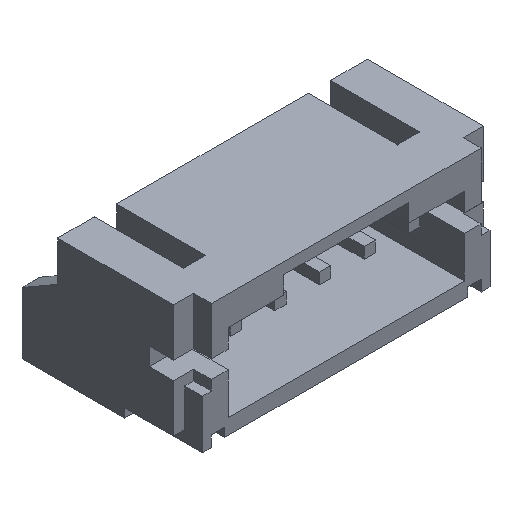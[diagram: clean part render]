
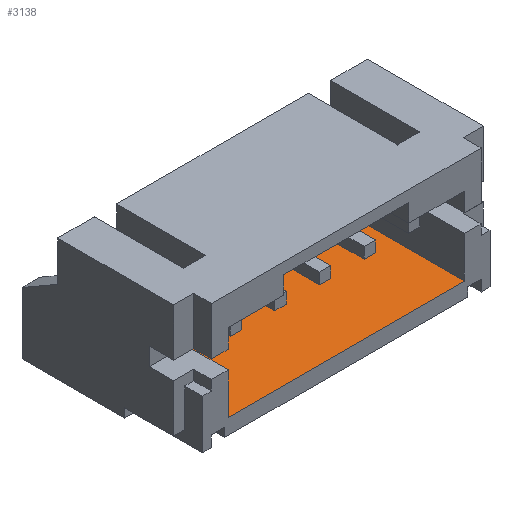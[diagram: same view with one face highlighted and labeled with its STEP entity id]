
A CAD part, isometric view. The second image highlights one B-rep face of the part: STEP entity #3138.
In plain terms, the highlighted planar face has unit normal (0, 0, 1).
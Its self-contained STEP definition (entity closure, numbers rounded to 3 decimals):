
#788 = PLANE('',#789);
#789 = AXIS2_PLACEMENT_3D('',#790,#791,#792);
#790 = CARTESIAN_POINT('',(-5.3,0.2,0.7));
#791 = DIRECTION('',(1.,0.,0.));
#792 = DIRECTION('',(0.,0.,1.));
#844 = PLANE('',#845);
#845 = AXIS2_PLACEMENT_3D('',#846,#847,#848);
#846 = CARTESIAN_POINT('',(5.3,0.2,0.7));
#847 = DIRECTION('',(1.,0.,0.));
#848 = DIRECTION('',(0.,0.,1.));
#1468 = VERTEX_POINT('',#1469);
#1469 = CARTESIAN_POINT('',(5.3,5.05,0.7));
#1483 = PLANE('',#1484);
#1484 = AXIS2_PLACEMENT_3D('',#1485,#1486,#1487);
#1485 = CARTESIAN_POINT('',(5.3,5.05,1.95));
#1486 = DIRECTION('',(0.,1.,0.));
#1487 = DIRECTION('',(0.,0.,-1.));
#1495 = EDGE_CURVE('',#1468,#1496,#1498,.T.);
#1496 = VERTEX_POINT('',#1497);
#1497 = CARTESIAN_POINT('',(5.3,0.2,0.7));
#1498 = SURFACE_CURVE('',#1499,(#1503,#1510),.PCURVE_S1.);
#1499 = LINE('',#1500,#1501);
#1500 = CARTESIAN_POINT('',(5.3,5.05,0.7));
#1501 = VECTOR('',#1502,1.);
#1502 = DIRECTION('',(0.,-1.,0.));
#1503 = PCURVE('',#844,#1504);
#1504 = DEFINITIONAL_REPRESENTATION('',(#1505),#1509);
#1505 = LINE('',#1506,#1507);
#1506 = CARTESIAN_POINT('',(0.,-4.85));
#1507 = VECTOR('',#1508,1.);
#1508 = DIRECTION('',(0.,1.));
#1509 = ( GEOMETRIC_REPRESENTATION_CONTEXT(2) 
PARAMETRIC_REPRESENTATION_CONTEXT() REPRESENTATION_CONTEXT('2D SPACE',''
  ) );
#1510 = PCURVE('',#1511,#1516);
#1511 = PLANE('',#1512);
#1512 = AXIS2_PLACEMENT_3D('',#1513,#1514,#1515);
#1513 = CARTESIAN_POINT('',(5.3,5.05,0.7));
#1514 = DIRECTION('',(0.,0.,-1.));
#1515 = DIRECTION('',(0.,-1.,0.));
#1516 = DEFINITIONAL_REPRESENTATION('',(#1517),#1521);
#1517 = LINE('',#1518,#1519);
#1518 = CARTESIAN_POINT('',(0.,0.));
#1519 = VECTOR('',#1520,1.);
#1520 = DIRECTION('',(1.,0.));
#1521 = ( GEOMETRIC_REPRESENTATION_CONTEXT(2) 
PARAMETRIC_REPRESENTATION_CONTEXT() REPRESENTATION_CONTEXT('2D SPACE',''
  ) );
#1539 = PLANE('',#1540);
#1540 = AXIS2_PLACEMENT_3D('',#1541,#1542,#1543);
#1541 = CARTESIAN_POINT('',(6.95,0.2,5.5));
#1542 = DIRECTION('',(0.,1.,0.));
#1543 = DIRECTION('',(-1.,0.,0.));
#2765 = VERTEX_POINT('',#2766);
#2766 = CARTESIAN_POINT('',(-5.3,0.2,0.7));
#2787 = EDGE_CURVE('',#2788,#2765,#2790,.T.);
#2788 = VERTEX_POINT('',#2789);
#2789 = CARTESIAN_POINT('',(-5.3,5.05,0.7));
#2790 = SURFACE_CURVE('',#2791,(#2795,#2802),.PCURVE_S1.);
#2791 = LINE('',#2792,#2793);
#2792 = CARTESIAN_POINT('',(-5.3,5.05,0.7));
#2793 = VECTOR('',#2794,1.);
#2794 = DIRECTION('',(0.,-1.,0.));
#2795 = PCURVE('',#788,#2796);
#2796 = DEFINITIONAL_REPRESENTATION('',(#2797),#2801);
#2797 = LINE('',#2798,#2799);
#2798 = CARTESIAN_POINT('',(0.,-4.85));
#2799 = VECTOR('',#2800,1.);
#2800 = DIRECTION('',(0.,1.));
#2801 = ( GEOMETRIC_REPRESENTATION_CONTEXT(2) 
PARAMETRIC_REPRESENTATION_CONTEXT() REPRESENTATION_CONTEXT('2D SPACE',''
  ) );
#2802 = PCURVE('',#1511,#2803);
#2803 = DEFINITIONAL_REPRESENTATION('',(#2804),#2808);
#2804 = LINE('',#2805,#2806);
#2805 = CARTESIAN_POINT('',(0.,10.6));
#2806 = VECTOR('',#2807,1.);
#2807 = DIRECTION('',(1.,0.));
#2808 = ( GEOMETRIC_REPRESENTATION_CONTEXT(2) 
PARAMETRIC_REPRESENTATION_CONTEXT() REPRESENTATION_CONTEXT('2D SPACE',''
  ) );
#3138 = ADVANCED_FACE('',(#3139),#1511,.F.);
#3139 = FACE_BOUND('',#3140,.T.);
#3140 = EDGE_LOOP('',(#3141,#3142,#3163,#3164));
#3141 = ORIENTED_EDGE('',*,*,#2787,.T.);
#3142 = ORIENTED_EDGE('',*,*,#3143,.F.);
#3143 = EDGE_CURVE('',#1496,#2765,#3144,.T.);
#3144 = SURFACE_CURVE('',#3145,(#3149,#3156),.PCURVE_S1.);
#3145 = LINE('',#3146,#3147);
#3146 = CARTESIAN_POINT('',(5.3,0.2,0.7));
#3147 = VECTOR('',#3148,1.);
#3148 = DIRECTION('',(-1.,0.,0.));
#3149 = PCURVE('',#1511,#3150);
#3150 = DEFINITIONAL_REPRESENTATION('',(#3151),#3155);
#3151 = LINE('',#3152,#3153);
#3152 = CARTESIAN_POINT('',(4.85,0.));
#3153 = VECTOR('',#3154,1.);
#3154 = DIRECTION('',(0.,1.));
#3155 = ( GEOMETRIC_REPRESENTATION_CONTEXT(2) 
PARAMETRIC_REPRESENTATION_CONTEXT() REPRESENTATION_CONTEXT('2D SPACE',''
  ) );
#3156 = PCURVE('',#1539,#3157);
#3157 = DEFINITIONAL_REPRESENTATION('',(#3158),#3162);
#3158 = LINE('',#3159,#3160);
#3159 = CARTESIAN_POINT('',(1.65,-4.8));
#3160 = VECTOR('',#3161,1.);
#3161 = DIRECTION('',(1.,0.));
#3162 = ( GEOMETRIC_REPRESENTATION_CONTEXT(2) 
PARAMETRIC_REPRESENTATION_CONTEXT() REPRESENTATION_CONTEXT('2D SPACE',''
  ) );
#3163 = ORIENTED_EDGE('',*,*,#1495,.F.);
#3164 = ORIENTED_EDGE('',*,*,#3165,.T.);
#3165 = EDGE_CURVE('',#1468,#2788,#3166,.T.);
#3166 = SURFACE_CURVE('',#3167,(#3171,#3178),.PCURVE_S1.);
#3167 = LINE('',#3168,#3169);
#3168 = CARTESIAN_POINT('',(5.3,5.05,0.7));
#3169 = VECTOR('',#3170,1.);
#3170 = DIRECTION('',(-1.,0.,0.));
#3171 = PCURVE('',#1511,#3172);
#3172 = DEFINITIONAL_REPRESENTATION('',(#3173),#3177);
#3173 = LINE('',#3174,#3175);
#3174 = CARTESIAN_POINT('',(0.,0.));
#3175 = VECTOR('',#3176,1.);
#3176 = DIRECTION('',(0.,1.));
#3177 = ( GEOMETRIC_REPRESENTATION_CONTEXT(2) 
PARAMETRIC_REPRESENTATION_CONTEXT() REPRESENTATION_CONTEXT('2D SPACE',''
  ) );
#3178 = PCURVE('',#1483,#3179);
#3179 = DEFINITIONAL_REPRESENTATION('',(#3180),#3184);
#3180 = LINE('',#3181,#3182);
#3181 = CARTESIAN_POINT('',(1.25,0.));
#3182 = VECTOR('',#3183,1.);
#3183 = DIRECTION('',(0.,1.));
#3184 = ( GEOMETRIC_REPRESENTATION_CONTEXT(2) 
PARAMETRIC_REPRESENTATION_CONTEXT() REPRESENTATION_CONTEXT('2D SPACE',''
  ) );
